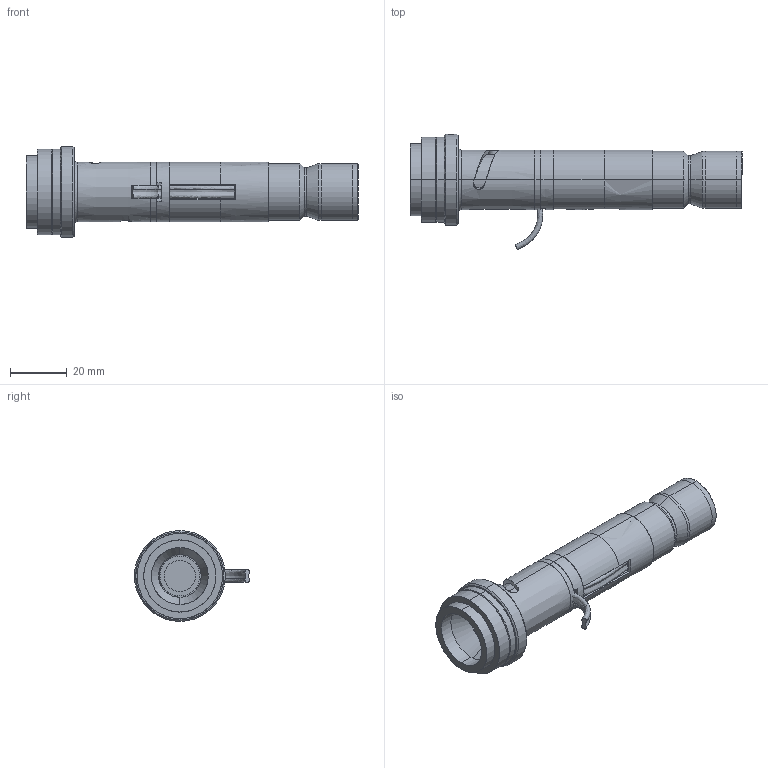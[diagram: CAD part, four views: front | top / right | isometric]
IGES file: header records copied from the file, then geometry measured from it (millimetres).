
Start section: SolidWorks IGES file using analytic representation for surfaces
Global section: file name: DP24853_PCBP023.igs; native system: SolidWorks 2020; preprocessor: SolidWorks 2020; author: piermario; date: 200518.110101; units: millimetre
Bounding box: 116.87 x 40.55 x 32 mm (x, y, z)
Surface area: 17213.3 mm2 (no closed solid volume)
Topology: 0 solids, 0 shells, 115 faces, 2285 edges, 2285 vertices
Faces by surface type: revolution 61, bspline 54
